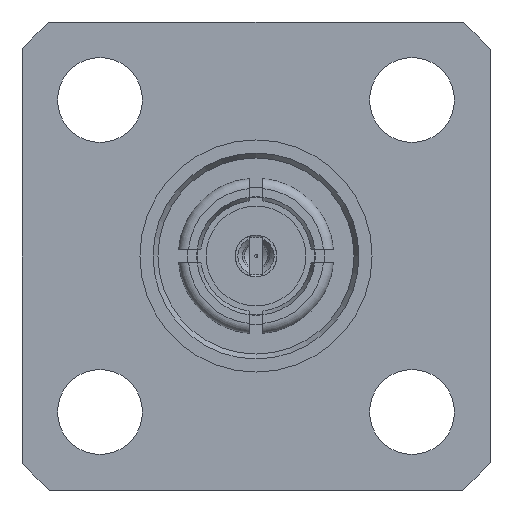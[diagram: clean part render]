
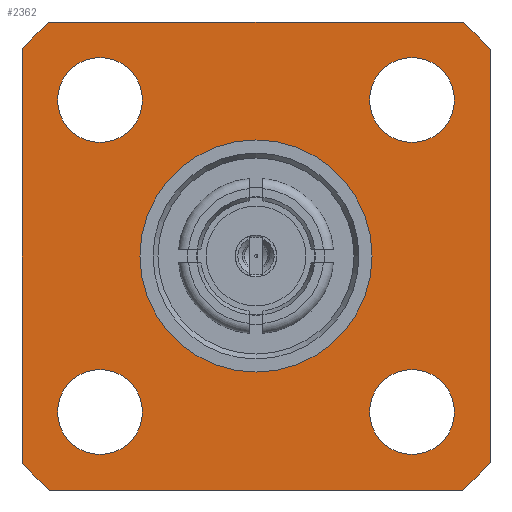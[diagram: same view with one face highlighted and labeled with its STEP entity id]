
A CAD part, left-side view. The second image highlights one B-rep face of the part: STEP entity #2362.
In plain terms, the highlighted planar face has unit normal (-1, 0, 0).
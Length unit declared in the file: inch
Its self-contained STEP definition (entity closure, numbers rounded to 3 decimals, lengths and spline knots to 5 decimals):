
#62=FACE_BOUND('',#426,.T.);
#63=FACE_BOUND('',#427,.T.);
#64=FACE_BOUND('',#428,.T.);
#65=FACE_BOUND('',#429,.T.);
#66=FACE_BOUND('',#430,.T.);
#288=FACE_OUTER_BOUND('',#425,.T.);
#425=EDGE_LOOP('',(#2138,#2139,#2140,#2141,#2142,#2143,#2144,#2145));
#426=EDGE_LOOP('',(#2146));
#427=EDGE_LOOP('',(#2147));
#428=EDGE_LOOP('',(#2148));
#429=EDGE_LOOP('',(#2149));
#430=EDGE_LOOP('',(#2150));
#584=LINE('',#4224,#739);
#588=LINE('',#4233,#743);
#592=LINE('',#4242,#747);
#596=LINE('',#4251,#751);
#739=VECTOR('',#3279,0.3937);
#743=VECTOR('',#3285,0.3937);
#747=VECTOR('',#3291,0.3937);
#751=VECTOR('',#3297,0.3937);
#880=CIRCLE('',#2624,0.034);
#882=CIRCLE('',#2627,0.034);
#884=CIRCLE('',#2630,0.034);
#886=CIRCLE('',#2633,0.034);
#887=CIRCLE('',#2639,0.25);
#888=CIRCLE('',#2640,0.25);
#889=CIRCLE('',#2641,0.25);
#890=CIRCLE('',#2642,0.25);
#891=CIRCLE('',#2643,0.093);
#1106=VERTEX_POINT('',#4200);
#1108=VERTEX_POINT('',#4206);
#1110=VERTEX_POINT('',#4212);
#1112=VERTEX_POINT('',#4218);
#1113=VERTEX_POINT('',#4222);
#1114=VERTEX_POINT('',#4223);
#1117=VERTEX_POINT('',#4231);
#1118=VERTEX_POINT('',#4232);
#1121=VERTEX_POINT('',#4240);
#1122=VERTEX_POINT('',#4241);
#1125=VERTEX_POINT('',#4249);
#1126=VERTEX_POINT('',#4250);
#1129=VERTEX_POINT('',#4262);
#1446=EDGE_CURVE('',#1106,#1106,#880,.T.);
#1449=EDGE_CURVE('',#1108,#1108,#882,.T.);
#1452=EDGE_CURVE('',#1110,#1110,#884,.T.);
#1455=EDGE_CURVE('',#1112,#1112,#886,.T.);
#1456=EDGE_CURVE('',#1113,#1114,#584,.T.);
#1460=EDGE_CURVE('',#1117,#1118,#588,.T.);
#1464=EDGE_CURVE('',#1121,#1122,#592,.T.);
#1468=EDGE_CURVE('',#1125,#1126,#596,.T.);
#1472=EDGE_CURVE('',#1121,#1114,#887,.T.);
#1473=EDGE_CURVE('',#1125,#1122,#888,.T.);
#1474=EDGE_CURVE('',#1117,#1126,#889,.T.);
#1475=EDGE_CURVE('',#1113,#1118,#890,.T.);
#1476=EDGE_CURVE('',#1129,#1129,#891,.T.);
#2138=ORIENTED_EDGE('',*,*,#1456,.T.);
#2139=ORIENTED_EDGE('',*,*,#1472,.F.);
#2140=ORIENTED_EDGE('',*,*,#1464,.T.);
#2141=ORIENTED_EDGE('',*,*,#1473,.F.);
#2142=ORIENTED_EDGE('',*,*,#1468,.T.);
#2143=ORIENTED_EDGE('',*,*,#1474,.F.);
#2144=ORIENTED_EDGE('',*,*,#1460,.T.);
#2145=ORIENTED_EDGE('',*,*,#1475,.F.);
#2146=ORIENTED_EDGE('',*,*,#1446,.T.);
#2147=ORIENTED_EDGE('',*,*,#1449,.T.);
#2148=ORIENTED_EDGE('',*,*,#1452,.T.);
#2149=ORIENTED_EDGE('',*,*,#1455,.T.);
#2150=ORIENTED_EDGE('',*,*,#1476,.T.);
#2244=PLANE('',#2638);
#2362=ADVANCED_FACE('',(#288,#62,#63,#64,#65,#66),#2244,.T.);
#2624=AXIS2_PLACEMENT_3D('',#4202,#3254,#3255);
#2627=AXIS2_PLACEMENT_3D('',#4208,#3261,#3262);
#2630=AXIS2_PLACEMENT_3D('',#4214,#3268,#3269);
#2633=AXIS2_PLACEMENT_3D('',#4220,#3275,#3276);
#2638=AXIS2_PLACEMENT_3D('',#4257,#3301,#3302);
#2639=AXIS2_PLACEMENT_3D('',#4258,#3303,#3304);
#2640=AXIS2_PLACEMENT_3D('',#4259,#3305,#3306);
#2641=AXIS2_PLACEMENT_3D('',#4260,#3307,#3308);
#2642=AXIS2_PLACEMENT_3D('',#4261,#3309,#3310);
#2643=AXIS2_PLACEMENT_3D('',#4263,#3311,#3312);
#3254=DIRECTION('center_axis',(1.,0.,0.));
#3255=DIRECTION('ref_axis',(0.,0.,-1.));
#3261=DIRECTION('center_axis',(1.,0.,0.));
#3262=DIRECTION('ref_axis',(0.,0.,-1.));
#3268=DIRECTION('center_axis',(1.,0.,0.));
#3269=DIRECTION('ref_axis',(0.,0.,-1.));
#3275=DIRECTION('center_axis',(1.,0.,0.));
#3276=DIRECTION('ref_axis',(0.,0.,-1.));
#3279=DIRECTION('',(0.,0.,1.));
#3285=DIRECTION('',(0.,-1.,0.));
#3291=DIRECTION('',(0.,1.,0.));
#3297=DIRECTION('',(0.,0.,-1.));
#3301=DIRECTION('center_axis',(-1.,0.,0.));
#3302=DIRECTION('ref_axis',(0.,0.,1.));
#3303=DIRECTION('center_axis',(1.,0.,0.));
#3304=DIRECTION('ref_axis',(0.,0.,-1.));
#3305=DIRECTION('center_axis',(1.,0.,0.));
#3306=DIRECTION('ref_axis',(0.,0.,-1.));
#3307=DIRECTION('center_axis',(1.,0.,0.));
#3308=DIRECTION('ref_axis',(0.,0.,-1.));
#3309=DIRECTION('center_axis',(1.,0.,0.));
#3310=DIRECTION('ref_axis',(0.,0.,-1.));
#3311=DIRECTION('center_axis',(1.,0.,0.));
#3312=DIRECTION('ref_axis',(0.,0.,-1.));
#4200=CARTESIAN_POINT('',(0.085,-0.125,-0.091));
#4202=CARTESIAN_POINT('Origin',(0.085,-0.125,-0.125));
#4206=CARTESIAN_POINT('',(0.085,0.125,-0.091));
#4208=CARTESIAN_POINT('Origin',(0.085,0.125,-0.125));
#4212=CARTESIAN_POINT('',(0.085,-0.125,0.159));
#4214=CARTESIAN_POINT('Origin',(0.085,-0.125,0.125));
#4218=CARTESIAN_POINT('',(0.085,0.125,0.159));
#4220=CARTESIAN_POINT('Origin',(0.085,0.125,0.125));
#4222=CARTESIAN_POINT('',(0.085,-0.1875,-0.16536));
#4223=CARTESIAN_POINT('',(0.085,-0.1875,0.16536));
#4224=CARTESIAN_POINT('',(0.085,-0.1875,0.08268));
#4231=CARTESIAN_POINT('',(0.085,0.16536,-0.1875));
#4232=CARTESIAN_POINT('',(0.085,-0.16536,-0.1875));
#4233=CARTESIAN_POINT('',(0.085,0.04232,-0.1875));
#4240=CARTESIAN_POINT('',(0.085,-0.16536,0.1875));
#4241=CARTESIAN_POINT('',(0.085,0.16536,0.1875));
#4242=CARTESIAN_POINT('',(0.085,0.20768,0.1875));
#4249=CARTESIAN_POINT('',(0.085,0.1875,0.16536));
#4250=CARTESIAN_POINT('',(0.085,0.1875,-0.16536));
#4251=CARTESIAN_POINT('',(0.085,0.1875,-0.08268));
#4257=CARTESIAN_POINT('Origin',(0.085,0.25,0.));
#4258=CARTESIAN_POINT('Origin',(0.085,0.,0.));
#4259=CARTESIAN_POINT('Origin',(0.085,0.,0.));
#4260=CARTESIAN_POINT('Origin',(0.085,0.,0.));
#4261=CARTESIAN_POINT('Origin',(0.085,0.,0.));
#4262=CARTESIAN_POINT('',(0.085,-0.093,0.));
#4263=CARTESIAN_POINT('Origin',(0.085,0.,0.));
